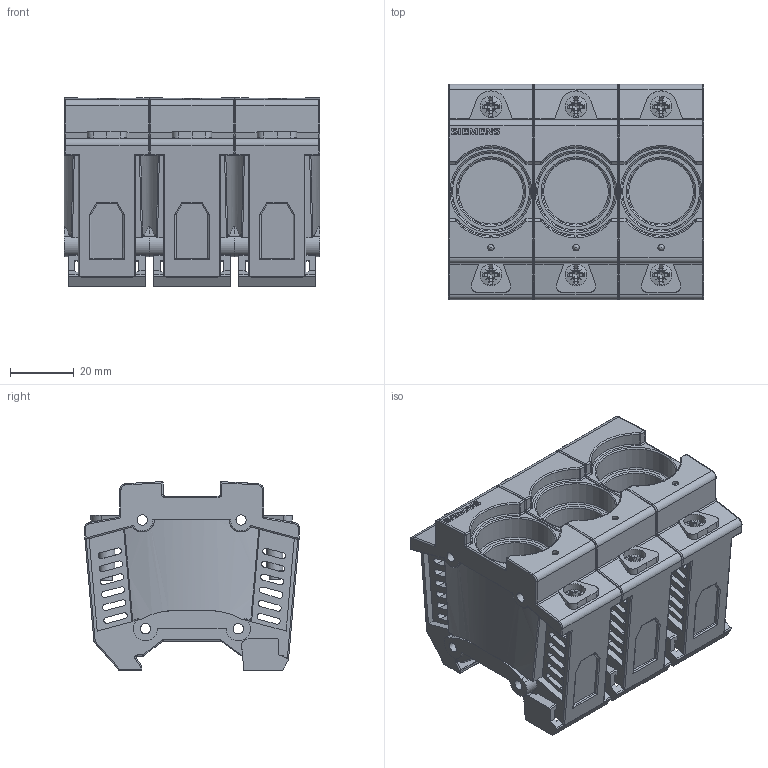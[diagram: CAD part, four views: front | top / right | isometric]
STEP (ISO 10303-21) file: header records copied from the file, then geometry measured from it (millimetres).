
FILE_DESCRIPTION(/* description */ (''),/* implementation_level */ '2;1');
FILE_NAME(/* name */ 'G_I202_XX_44510V.stp',/* time_stamp */ '2024-10-24T13:08:07+02:00',/* author */ (''),/* organization */ (''),/* preprocessor_version */ 'ST-DEVELOPER v18.101',/* originating_system */ 'SIEMENS PLM Software NX 2007',/* authorisation */ '');
FILE_SCHEMA (('AUTOMOTIVE_DESIGN { 1 0 10303 214 3 1 1 1 }'));
Products named in the file (4): 2023_07_21_23_25_21_0056; 2023_07_21_23_25_21_0060; 2023_07_21_23_25_21_0063; G_I202_XX_44510V
Assembly tree (3 placements, depth 2):
  G_I202_XX_44510V
    2023_07_21_23_25_21_0063
    2023_07_21_23_25_21_0060
    2023_07_21_23_25_21_0056
Bounding box: 79.8 x 67.46 x 58.98 mm (x, y, z)
Volume: 174218.1 mm3; surface area: 57380 mm2
Topology: 3 solids, 9 shells, 1476 faces, 3979 edges, 2487 vertices
Faces by surface type: plane 710, cylinder 479, torus 118, sphere 78, cone 57, bspline 29, extrusion 5
Full cylindrical faces by diameter (mm): 2 x3, 3.2 x12, 3.5 x6, 5 x9, 6.8 x6, 21 x3, 24.8 x3
Entity records: 58859 total; most frequent: CARTESIAN_POINT 11822, DIRECTION 7684, ORIENTED_EDGE 7648, EDGE_CURVE 3824, AXIS2_PLACEMENT_3D 2791, VERTEX_POINT 2439, VECTOR 2102, LINE 2097
